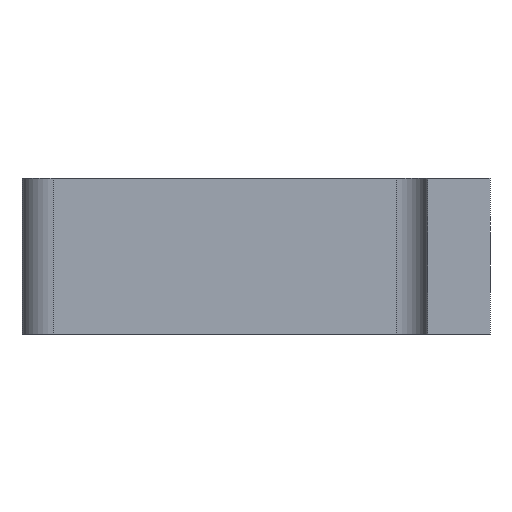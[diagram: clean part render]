
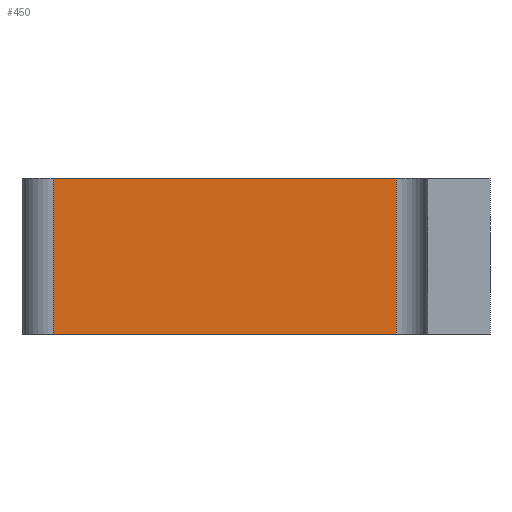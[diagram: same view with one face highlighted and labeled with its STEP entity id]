
A CAD part, left-side view. The second image highlights one B-rep face of the part: STEP entity #450.
In plain terms, the highlighted planar face has unit normal (-1, 0, 0).
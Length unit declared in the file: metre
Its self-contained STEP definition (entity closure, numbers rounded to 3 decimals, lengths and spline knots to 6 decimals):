
#25=LINE('',#674,#72);
#26=LINE('',#677,#73);
#27=LINE('',#679,#74);
#28=LINE('',#681,#75);
#72=VECTOR('',#540,1.);
#73=VECTOR('',#541,1.);
#74=VECTOR('',#542,1.);
#75=VECTOR('',#543,1.);
#120=ORIENTED_EDGE('',*,*,#250,.T.);
#121=ORIENTED_EDGE('',*,*,#251,.T.);
#122=ORIENTED_EDGE('',*,*,#252,.F.);
#123=ORIENTED_EDGE('',*,*,#253,.T.);
#250=EDGE_CURVE('',#315,#316,#25,.T.);
#251=EDGE_CURVE('',#316,#317,#26,.F.);
#252=EDGE_CURVE('',#318,#317,#27,.T.);
#253=EDGE_CURVE('',#318,#315,#28,.T.);
#315=VERTEX_POINT('',#675);
#316=VERTEX_POINT('',#676);
#317=VERTEX_POINT('',#678);
#318=VERTEX_POINT('',#680);
#374=EDGE_LOOP('',(#120,#121,#122,#123));
#405=FACE_BOUND('',#374,.T.);
#435=PLANE('',#488);
#450=ADVANCED_FACE('',(#405),#435,.F.);
#488=AXIS2_PLACEMENT_3D('',#673,#538,#539);
#538=DIRECTION('',(1.,0.,0.));
#539=DIRECTION('',(0.,1.,0.));
#540=DIRECTION('',(0.,-1.,0.));
#541=DIRECTION('',(0.,0.,-1.));
#542=DIRECTION('',(0.,-1.,0.));
#543=DIRECTION('',(0.,0.,-1.));
#673=CARTESIAN_POINT('',(-0.005,0.002,0.01));
#674=CARTESIAN_POINT('',(-0.005,0.002,0.));
#675=CARTESIAN_POINT('',(-0.005,0.013,0.));
#676=CARTESIAN_POINT('',(-0.005,-0.009,0.));
#677=CARTESIAN_POINT('',(-0.005,-0.009,0.01));
#678=CARTESIAN_POINT('',(-0.005,-0.009,0.01));
#679=CARTESIAN_POINT('',(-0.005,0.002,0.01));
#680=CARTESIAN_POINT('',(-0.005,0.013,0.01));
#681=CARTESIAN_POINT('',(-0.005,0.013,0.01));
